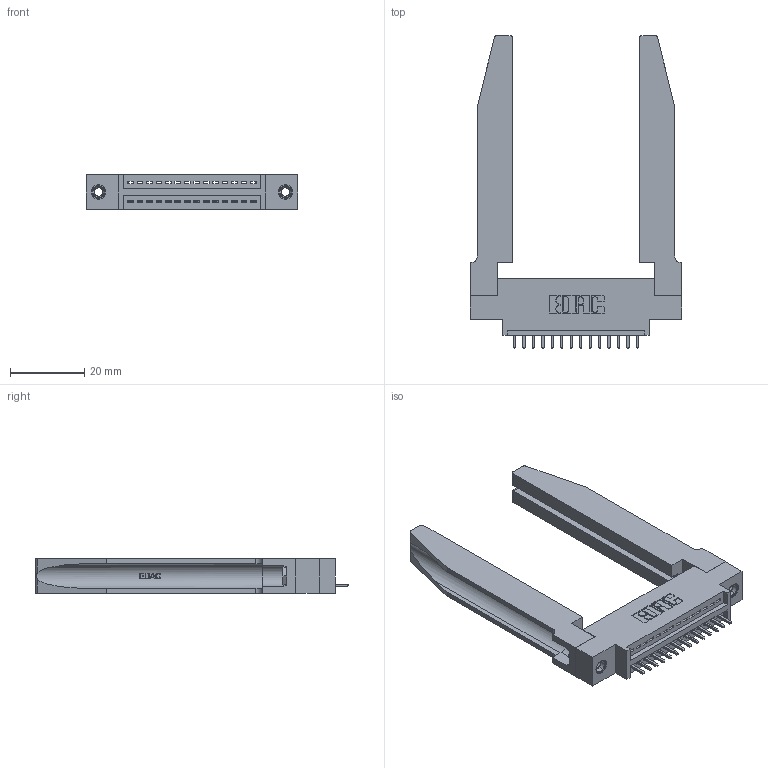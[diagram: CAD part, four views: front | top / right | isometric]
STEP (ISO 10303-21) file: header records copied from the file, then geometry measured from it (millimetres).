
FILE_DESCRIPTION (( 'STEP AP203' ), '1' );
FILE_NAME ('345-014-521-678.STEP', '2019-10-04T05:33:04', ( '' ), ( '' ), 'SwSTEP 2.0', 'SolidWorks 2016', '' );
FILE_SCHEMA (( 'CONFIG_CONTROL_DESIGN' ));
Length unit declared in the file: inch
Products named in the file (5): 345-250-001_345-250-001-102; 345-292-001_345-293-121; 345 Part_0.170 Offset - 0.156 Dia-TH; 345-014-521-678; 345-220-078_345-220-078
Assembly tree (19 placements, depth 2):
  345-014-521-678
    345 Part_0.170 Offset - 0.156 Dia-TH
    345-292-001_345-293-121  x14
    345-250-001_345-250-001-102  x2
    345-220-078_345-220-078  x2
Bounding box: 56.79 x 84 x 9.4 mm (x, y, z)
Volume: 12782.3 mm3; surface area: 13096 mm2
Topology: 19 solids, 19 shells, 1176 faces, 3425 edges, 2254 vertices
Faces by surface type: plane 786, cylinder 338, bspline 36, cone 12, torus 4
Entity records: 19196 total; most frequent: CARTESIAN_POINT 4225, ORIENTED_EDGE 3070, DIRECTION 2737, EDGE_CURVE 1535, VECTOR 1253, LINE 1253, VERTEX_POINT 1016, AXIS2_PLACEMENT_3D 742
